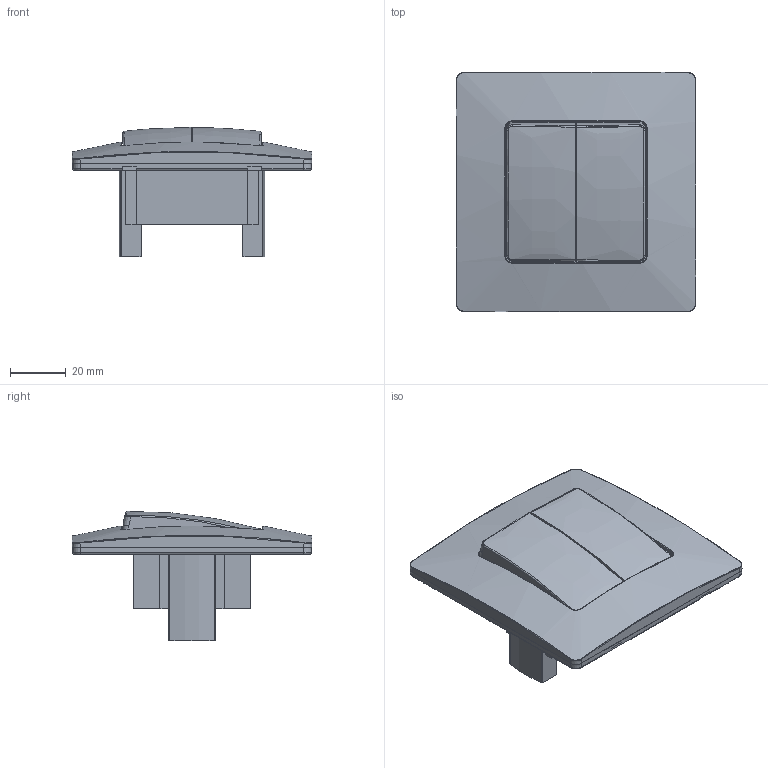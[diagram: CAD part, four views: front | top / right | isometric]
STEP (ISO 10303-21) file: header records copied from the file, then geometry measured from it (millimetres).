
FILE_DESCRIPTION (( 'STEP AP203' ), '1' );
FILE_NAME ('Vyklyuchatel_2kl.STEP', '2025-06-25T20:20:23', ( '' ), ( '' ), 'SwSTEP 2.0', 'SolidWorks 2022', '' );
FILE_SCHEMA (( 'CONFIG_CONTROL_DESIGN' ));
Length unit declared in the file: millimetre
Products named in the file (1): Vyklyuchatel_2kl
Bounding box: 86 x 86 x 46.36 mm (x, y, z)
Surface area: 28675.5 mm2 (no closed solid volume)
Topology: 0 solids, 20 shells, 1021 faces, 2820 edges, 1856 vertices
Faces by surface type: plane 765, bspline 173, cylinder 67, cone 12, torus 4
Entity records: 48843 total; most frequent: CARTESIAN_POINT 29060, ORIENTED_EDGE 5604, EDGE_CURVE 2819, B_SPLINE_CURVE_WITH_KNOTS 2765, VERTEX_POINT 1856, DIRECTION 1699, EDGE_LOOP 1061, ADVANCED_FACE 1021
